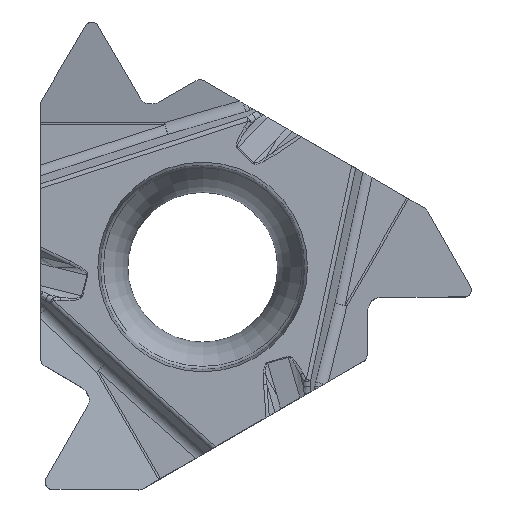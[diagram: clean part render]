
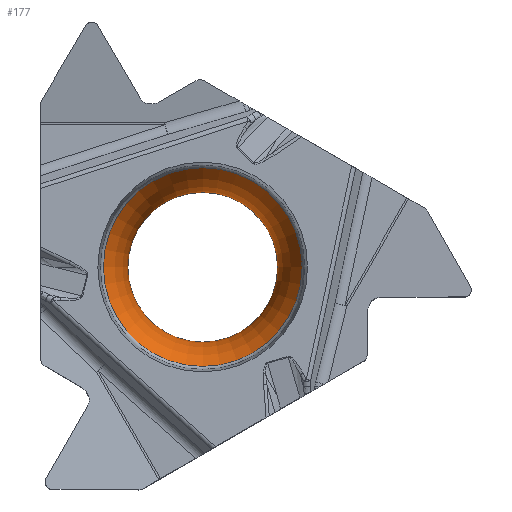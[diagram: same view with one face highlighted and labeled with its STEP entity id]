
A CAD part, top view. The second image highlights one B-rep face of the part: STEP entity #177.
In plain terms, the highlighted toroidal (fillet/blend) face has major radius 6.2 mm and minor radius 4 mm.
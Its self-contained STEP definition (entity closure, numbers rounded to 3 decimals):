
#69=TOROIDAL_SURFACE('',#2402,6.2,4.);
#77=FACE_BOUND('',#467,.T.);
#78=FACE_BOUND('',#468,.T.);
#177=ADVANCED_FACE('',(#77,#78),#69,.T.);
#467=EDGE_LOOP('',(#895));
#468=EDGE_LOOP('',(#896));
#560=CIRCLE('',#2335,2.2);
#579=CIRCLE('',#2400,2.921);
#895=ORIENTED_EDGE('',*,*,#1718,.F.);
#896=ORIENTED_EDGE('',*,*,#1616,.T.);
#1393=VERTEX_POINT('',#3777);
#1467=VERTEX_POINT('',#4027);
#1616=EDGE_CURVE('',#1393,#1393,#560,.T.);
#1718=EDGE_CURVE('',#1467,#1467,#579,.T.);
#2335=AXIS2_PLACEMENT_3D('',#3776,#2642,#2643);
#2400=AXIS2_PLACEMENT_3D('',#4026,#2831,#2832);
#2402=AXIS2_PLACEMENT_3D('',#4029,#2835,#2836);
#2642=DIRECTION('',(0.,0.,-1.));
#2643=DIRECTION('',(1.,0.,0.));
#2831=DIRECTION('',(0.,0.,-1.));
#2832=DIRECTION('',(1.,0.,0.));
#2835=DIRECTION('',(0.,0.,1.));
#2836=DIRECTION('',(1.,0.,0.));
#3776=CARTESIAN_POINT('',(0.,0.,-3.403));
#3777=CARTESIAN_POINT('',(2.2,0.,-3.403));
#4026=CARTESIAN_POINT('',(0.,0.,-1.112));
#4027=CARTESIAN_POINT('',(2.921,0.,-1.112));
#4029=CARTESIAN_POINT('',(0.,0.,-3.403));
